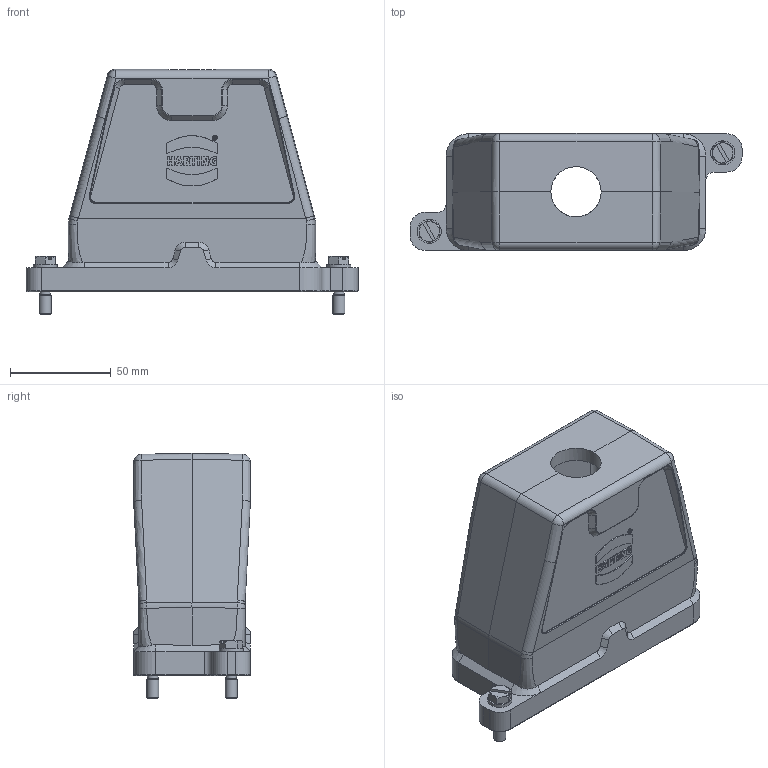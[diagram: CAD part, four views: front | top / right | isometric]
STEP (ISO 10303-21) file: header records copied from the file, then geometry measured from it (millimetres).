
FILE_DESCRIPTION(/* description */ (''),/* implementation_level */ '2;1');
FILE_NAME(/* name */ '100094997ugm000_c.stp',/* time_stamp */ '2017-11-03T09:22:23+01:00',/* author */ (''),/* organization */ (''),/* preprocessor_version */ 'ST-DEVELOPER v16',/* originating_system */ 'SIEMENS PLM Software NX 10.0',/* authorisation */ '');
FILE_SCHEMA (('AUTOMOTIVE_DESIGN { 1 0 10303 214 3 1 1 1 }'));
Length unit declared in the file: millimetre
Products named in the file (1): 100094997ugm000_c
Bounding box: 165 x 58 x 121.9 mm (x, y, z)
Volume: 204723.9 mm3; surface area: 84802.2 mm2
Topology: 1 solids, 1 shells, 525 faces, 1310 edges, 810 vertices
Faces by surface type: plane 238, bspline 117, cylinder 116, cone 50, sphere 4
Full cylindrical faces by diameter (mm): 1.883 x1, 2.464 x1, 3 x4, 5.3 x2, 6 x2, 12 x2, 14 x2, 25 x1
Entity records: 21727 total; most frequent: CARTESIAN_POINT 9302, ORIENTED_EDGE 2534, DIRECTION 2022, EDGE_CURVE 1267, VERTEX_POINT 797, LINE 682, VECTOR 682, AXIS2_PLACEMENT_3D 670
